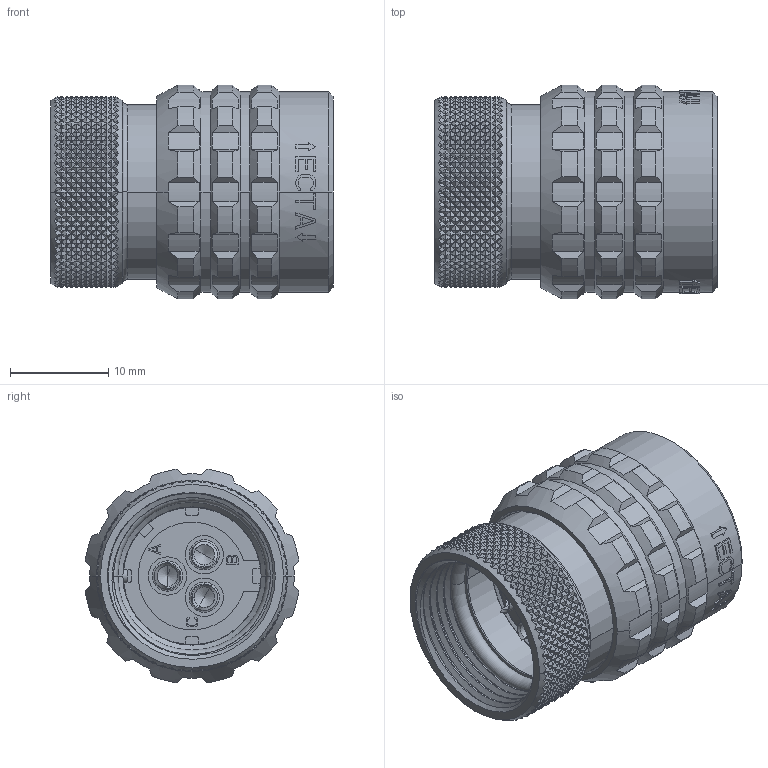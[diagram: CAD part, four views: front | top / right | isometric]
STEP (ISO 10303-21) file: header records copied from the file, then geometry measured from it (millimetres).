
FILE_DESCRIPTION((''),'2;1');
FILE_NAME('1332M103FZ','2024-07-24T09:57:13',('paultorloting'),('NET AG system integration'),'CREO PARAMETRIC BY PTC INC, 2021404','CREO PARAMETRIC BY PTC INC, 2021404','');
FILE_SCHEMA(('AUTOMOTIVE_DESIGN { 1 0 10303 214 1 1 1 1 }'));
Products named in the file (1): 1332M103FZ
Bounding box: 28.8 x 21.79 x 21.79 mm (x, y, z)
Volume: 6132.7 mm3; surface area: 6679.6 mm2
Topology: 1 solids, 2 shells, 4601 faces, 8438 edges, 3870 vertices
Faces by surface type: bspline 3366, plane 925, cylinder 205, cone 56, torus 41, sphere 8
Entity records: 196519 total; most frequent: CARTESIAN_POINT 98868, ORIENTED_EDGE 16836, EDGE_CURVE 8418, B_SPLINE_CURVE_WITH_KNOTS 5955, DIRECTION 5578, EDGE_LOOP 4658, FACE_OUTER_BOUND 4601, ADVANCED_FACE 4601
